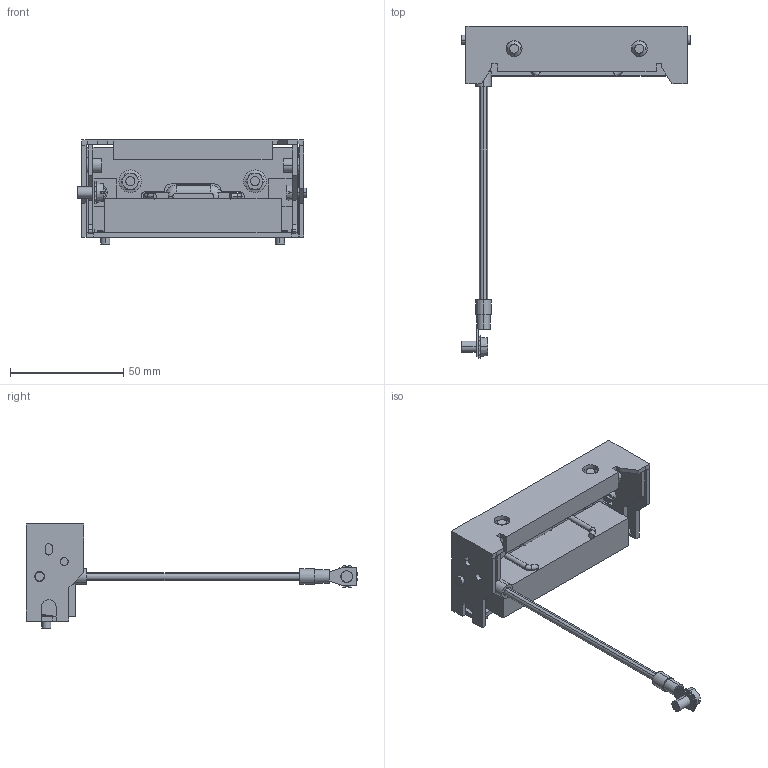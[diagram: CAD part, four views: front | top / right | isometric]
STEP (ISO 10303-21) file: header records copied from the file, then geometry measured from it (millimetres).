
FILE_DESCRIPTION (( 'STEP AP214' ), '1' );
FILE_NAME ('7407995.STEP', '2026-03-20T10:00:26', ( '' ), ( '' ), 'SwSTEP 2.0', 'SolidWorks 2024', '' );
FILE_SCHEMA (( 'AUTOMOTIVE_DESIGN' ));
Length unit declared in the file: millimetre
Products named in the file (21): 036167_Standard; 35104180_Standard; 060121T1_Standard; 35010975_Standard; 42834C_Standard; 064880_Standard; 42576c_Standard; 40086S_Standard; 05052808_Standard; 35912000_Standard; 39406482_130mm für Art. 39402952; 01305G_Standard; 43903A_Standard; 7407995; 35102027_Standard; 060121_Standard; 064860_Standard; 35104192_Standard; 43904A_Standard; 35104066_Standard; 35011900_Standard
Assembly tree (29 placements, depth 4):
  7407995
    43904A_Standard
    064880_Standard
      064860_Standard
      060121_Standard
        060121T1_Standard
        05052808_Standard  x2
        036167_Standard
      42576c_Standard  x2
      35011900_Standard  x2
    35104066_Standard  x6
    40086S_Standard
      39406482_130mm für Art. 39402952
      01305G_Standard  x2
    43903A_Standard
    35912000_Standard
    35010975_Standard
    35104180_Standard
    42834C_Standard
    35102027_Standard
    35104192_Standard
Bounding box: 100.81 x 146.34 x 45.9 mm (x, y, z)
Volume: 50834.6 mm3; surface area: 42463.5 mm2
Topology: 28 solids, 28 shells, 598 faces, 1535 edges, 998 vertices
Faces by surface type: plane 329, cylinder 212, cone 34, torus 23
Entity records: 15860 total; most frequent: CARTESIAN_POINT 2941, DIRECTION 2631, ORIENTED_EDGE 2522, EDGE_CURVE 1261, AXIS2_PLACEMENT_3D 915, VERTEX_POINT 825, VECTOR 801, LINE 801
